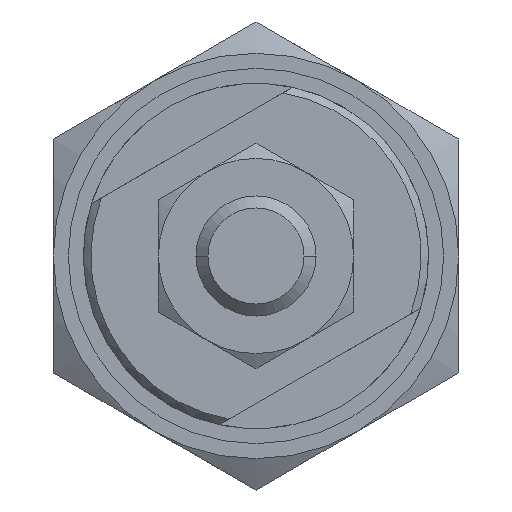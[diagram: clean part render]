
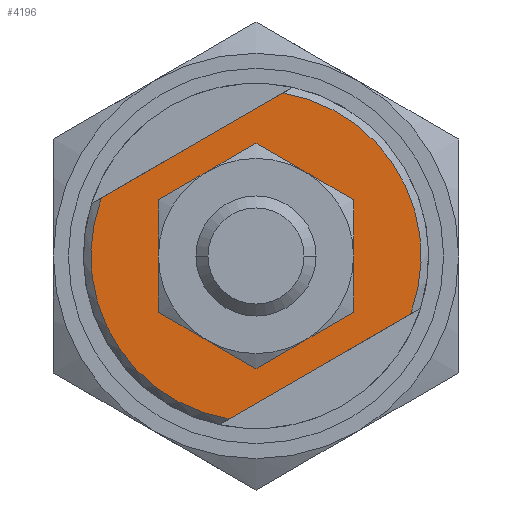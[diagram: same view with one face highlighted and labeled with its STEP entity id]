
A CAD part, left-side view. The second image highlights one B-rep face of the part: STEP entity #4196.
In plain terms, the highlighted planar face has unit normal (-1, 0, 0).
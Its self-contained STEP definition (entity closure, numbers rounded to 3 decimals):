
#175 = AXIS2_PLACEMENT_3D ( 'NONE', #2111, #2576, #5739 ) ;
#310 = DIRECTION ( 'NONE',  ( 0., -0.866, 0.5 ) ) ;
#468 = VERTEX_POINT ( 'NONE', #3494 ) ;
#582 = CIRCLE ( 'NONE', #1028, 11. ) ;
#795 = VECTOR ( 'NONE', #820, 1000. ) ;
#820 = DIRECTION ( 'NONE',  ( 0., 0.866, -0.5 ) ) ;
#883 = EDGE_CURVE ( 'NONE', #2580, #1730, #3487, .T. ) ;
#1028 = AXIS2_PLACEMENT_3D ( 'NONE', #4197, #1468, #4658 ) ;
#1091 = LINE ( 'NONE', #2661, #795 ) ;
#1468 = DIRECTION ( 'NONE',  ( -1., 0., 0. ) ) ;
#1533 = CARTESIAN_POINT ( 'NONE',  ( -14., 10.297, 3.87 ) ) ;
#1730 = VERTEX_POINT ( 'NONE', #4884 ) ;
#1900 = CARTESIAN_POINT ( 'NONE',  ( -14., 0., 0. ) ) ;
#1925 = CIRCLE ( 'NONE', #2474, 11. ) ;
#2111 = CARTESIAN_POINT ( 'NONE',  ( -14., 0., 0. ) ) ;
#2268 = VECTOR ( 'NONE', #310, 1000. ) ;
#2373 = DIRECTION ( 'NONE',  ( 0., 0.5, 0.866 ) ) ;
#2474 = AXIS2_PLACEMENT_3D ( 'NONE', #1900, #5078, #2373 ) ;
#2576 = DIRECTION ( 'NONE',  ( 1., 0., 0. ) ) ;
#2580 = VERTEX_POINT ( 'NONE', #1533 ) ;
#2661 = CARTESIAN_POINT ( 'NONE',  ( -14., -14.209, -1.611 ) ) ;
#2692 = ORIENTED_EDGE ( 'NONE', *, *, #883, .F. ) ;
#3107 = ORIENTED_EDGE ( 'NONE', *, *, #4835, .F. ) ;
#3214 = CARTESIAN_POINT ( 'NONE',  ( -14., -10.297, -3.87 ) ) ;
#3487 = LINE ( 'NONE', #4631, #2268 ) ;
#3494 = CARTESIAN_POINT ( 'NONE',  ( -14., 1.797, -10.852 ) ) ;
#3540 = EDGE_CURVE ( 'NONE', #4450, #1730, #1925, .T. ) ;
#3912 = PLANE ( 'NONE',  #175 ) ;
#4196 = ADVANCED_FACE ( 'NONE', ( #5321 ), #3912, .F. ) ;
#4197 = CARTESIAN_POINT ( 'NONE',  ( -14., 0., 0. ) ) ;
#4436 = ORIENTED_EDGE ( 'NONE', *, *, #5245, .T. ) ;
#4450 = VERTEX_POINT ( 'NONE', #3214 ) ;
#4631 = CARTESIAN_POINT ( 'NONE',  ( -14., -5.709, 13.111 ) ) ;
#4658 = DIRECTION ( 'NONE',  ( 0., 0.5, 0.866 ) ) ;
#4807 = ORIENTED_EDGE ( 'NONE', *, *, #3540, .T. ) ;
#4835 = EDGE_CURVE ( 'NONE', #4450, #468, #1091, .T. ) ;
#4884 = CARTESIAN_POINT ( 'NONE',  ( -14., -1.797, 10.852 ) ) ;
#5020 = EDGE_LOOP ( 'NONE', ( #4807, #2692, #4436, #3107 ) ) ;
#5078 = DIRECTION ( 'NONE',  ( -1., 0., 0. ) ) ;
#5245 = EDGE_CURVE ( 'NONE', #2580, #468, #582, .T. ) ;
#5321 = FACE_OUTER_BOUND ( 'NONE', #5020, .T. ) ;
#5739 = DIRECTION ( 'NONE',  ( 0., 0.5, 0.866 ) ) ;
